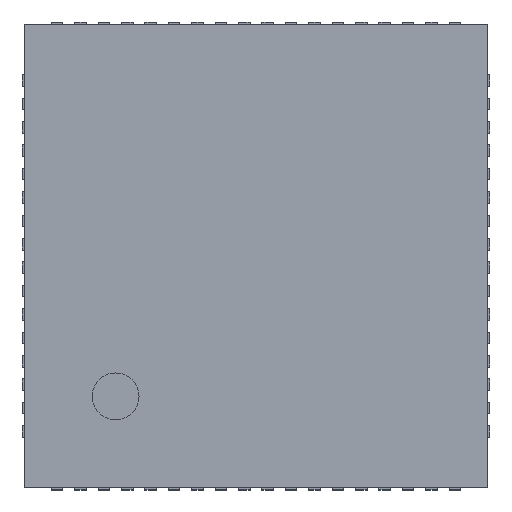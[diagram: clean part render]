
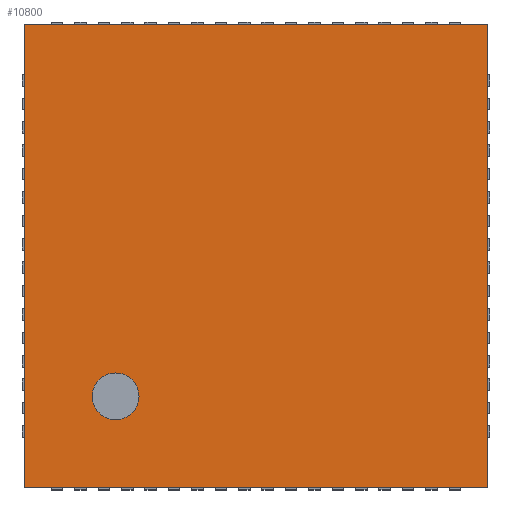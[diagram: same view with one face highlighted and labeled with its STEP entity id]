
A CAD part, top view. The second image highlights one B-rep face of the part: STEP entity #10800.
In plain terms, the highlighted planar face has unit normal (0, 0, 1).
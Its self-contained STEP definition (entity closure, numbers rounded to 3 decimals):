
#2480 = EDGE_CURVE('',#2481,#2483,#2485,.T.);
#2481 = VERTEX_POINT('',#2482);
#2482 = CARTESIAN_POINT('',(-4.95,-4.95,1.));
#2483 = VERTEX_POINT('',#2484);
#2484 = CARTESIAN_POINT('',(-4.95,4.95,1.));
#2485 = LINE('',#2486,#2487);
#2486 = CARTESIAN_POINT('',(-4.95,-4.95,1.));
#2487 = VECTOR('',#2488,1.);
#2488 = DIRECTION('',(0.,1.,0.));
#4449 = EDGE_CURVE('',#2483,#4450,#4452,.T.);
#4450 = VERTEX_POINT('',#4451);
#4451 = CARTESIAN_POINT('',(4.95,4.95,1.));
#4452 = LINE('',#4453,#4454);
#4453 = CARTESIAN_POINT('',(-4.95,4.95,1.));
#4454 = VECTOR('',#4455,1.);
#4455 = DIRECTION('',(1.,0.,0.));
#6649 = EDGE_CURVE('',#6650,#4450,#6652,.T.);
#6650 = VERTEX_POINT('',#6651);
#6651 = CARTESIAN_POINT('',(4.95,-4.95,1.));
#6652 = LINE('',#6653,#6654);
#6653 = CARTESIAN_POINT('',(4.95,-4.95,1.));
#6654 = VECTOR('',#6655,1.);
#6655 = DIRECTION('',(0.,1.,0.));
#8611 = EDGE_CURVE('',#2481,#6650,#8612,.T.);
#8612 = LINE('',#8613,#8614);
#8613 = CARTESIAN_POINT('',(-4.95,-4.95,1.));
#8614 = VECTOR('',#8615,1.);
#8615 = DIRECTION('',(1.,0.,0.));
#10800 = ADVANCED_FACE('',(#10801,#10807),#10818,.T.);
#10801 = FACE_BOUND('',#10802,.T.);
#10802 = EDGE_LOOP('',(#10803,#10804,#10805,#10806));
#10803 = ORIENTED_EDGE('',*,*,#2480,.F.);
#10804 = ORIENTED_EDGE('',*,*,#8611,.T.);
#10805 = ORIENTED_EDGE('',*,*,#6649,.T.);
#10806 = ORIENTED_EDGE('',*,*,#4449,.F.);
#10807 = FACE_BOUND('',#10808,.T.);
#10808 = EDGE_LOOP('',(#10809));
#10809 = ORIENTED_EDGE('',*,*,#10810,.T.);
#10810 = EDGE_CURVE('',#10811,#10811,#10813,.T.);
#10811 = VERTEX_POINT('',#10812);
#10812 = CARTESIAN_POINT('',(-2.5,-3.,1.));
#10813 = CIRCLE('',#10814,0.5);
#10814 = AXIS2_PLACEMENT_3D('',#10815,#10816,#10817);
#10815 = CARTESIAN_POINT('',(-3.,-3.,1.));
#10816 = DIRECTION('',(0.,0.,-1.));
#10817 = DIRECTION('',(1.,0.,0.));
#10818 = PLANE('',#10819);
#10819 = AXIS2_PLACEMENT_3D('',#10820,#10821,#10822);
#10820 = CARTESIAN_POINT('',(-4.95,-4.95,1.));
#10821 = DIRECTION('',(0.,0.,1.));
#10822 = DIRECTION('',(1.,0.,0.));
